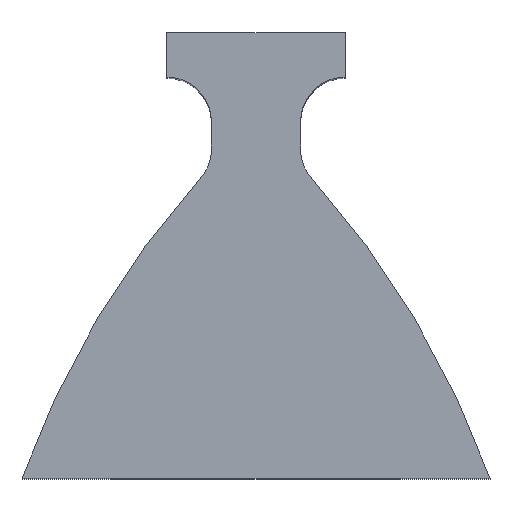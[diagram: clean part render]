
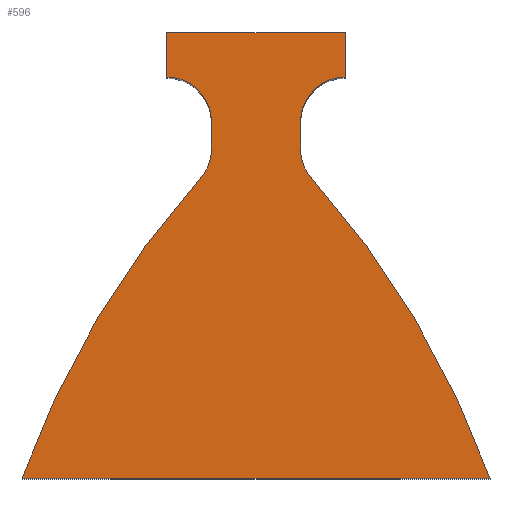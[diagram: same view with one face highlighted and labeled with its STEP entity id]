
A CAD part, top view. The second image highlights one B-rep face of the part: STEP entity #596.
In plain terms, the highlighted planar face has unit normal (0, 0, 1).
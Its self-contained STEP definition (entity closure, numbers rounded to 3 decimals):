
#36=PLANE('',#667);
#67=FACE_OUTER_BOUND('',#99,.T.);
#99=EDGE_LOOP('',(#544,#545,#546,#547,#548,#549,#550,#551,#552,#553,#554,
#555));
#147=LINE('',#963,#211);
#149=LINE('',#967,#213);
#151=LINE('',#971,#215);
#154=LINE('',#979,#218);
#158=LINE('',#991,#222);
#162=LINE('',#1003,#226);
#211=VECTOR('',#783,10.);
#213=VECTOR('',#787,10.);
#215=VECTOR('',#791,10.);
#218=VECTOR('',#800,10.);
#222=VECTOR('',#814,10.);
#226=VECTOR('',#828,10.);
#242=CIRCLE('',#653,5.);
#243=CIRCLE('',#656,5.);
#244=CIRCLE('',#658,102.525);
#245=CIRCLE('',#661,102.525);
#246=CIRCLE('',#663,5.);
#247=CIRCLE('',#666,5.);
#292=VERTEX_POINT('',#960);
#293=VERTEX_POINT('',#962);
#294=VERTEX_POINT('',#966);
#295=VERTEX_POINT('',#970);
#296=VERTEX_POINT('',#974);
#297=VERTEX_POINT('',#978);
#298=VERTEX_POINT('',#982);
#299=VERTEX_POINT('',#986);
#300=VERTEX_POINT('',#990);
#301=VERTEX_POINT('',#994);
#302=VERTEX_POINT('',#998);
#303=VERTEX_POINT('',#1002);
#365=EDGE_CURVE('',#293,#292,#147,.T.);
#367=EDGE_CURVE('',#294,#293,#149,.T.);
#369=EDGE_CURVE('',#295,#294,#151,.T.);
#371=EDGE_CURVE('',#296,#295,#242,.T.);
#373=EDGE_CURVE('',#297,#296,#154,.T.);
#375=EDGE_CURVE('',#298,#297,#243,.T.);
#377=EDGE_CURVE('',#299,#298,#244,.T.);
#379=EDGE_CURVE('',#300,#299,#158,.T.);
#381=EDGE_CURVE('',#301,#300,#245,.T.);
#383=EDGE_CURVE('',#302,#301,#246,.T.);
#385=EDGE_CURVE('',#303,#302,#162,.T.);
#387=EDGE_CURVE('',#292,#303,#247,.T.);
#544=ORIENTED_EDGE('',*,*,#387,.T.);
#545=ORIENTED_EDGE('',*,*,#385,.T.);
#546=ORIENTED_EDGE('',*,*,#383,.T.);
#547=ORIENTED_EDGE('',*,*,#381,.T.);
#548=ORIENTED_EDGE('',*,*,#379,.T.);
#549=ORIENTED_EDGE('',*,*,#377,.T.);
#550=ORIENTED_EDGE('',*,*,#375,.T.);
#551=ORIENTED_EDGE('',*,*,#373,.T.);
#552=ORIENTED_EDGE('',*,*,#371,.T.);
#553=ORIENTED_EDGE('',*,*,#369,.T.);
#554=ORIENTED_EDGE('',*,*,#367,.T.);
#555=ORIENTED_EDGE('',*,*,#365,.T.);
#596=ADVANCED_FACE('',(#67),#36,.T.);
#653=AXIS2_PLACEMENT_3D('',#975,#795,#796);
#656=AXIS2_PLACEMENT_3D('',#983,#804,#805);
#658=AXIS2_PLACEMENT_3D('',#987,#809,#810);
#661=AXIS2_PLACEMENT_3D('',#995,#818,#819);
#663=AXIS2_PLACEMENT_3D('',#999,#823,#824);
#666=AXIS2_PLACEMENT_3D('',#1006,#832,#833);
#667=AXIS2_PLACEMENT_3D('',#1007,#834,#835);
#783=DIRECTION('',(0.,-1.,0.));
#787=DIRECTION('',(-1.,0.,0.));
#791=DIRECTION('',(0.,1.,0.));
#795=DIRECTION('center_axis',(0.,0.,-1.));
#796=DIRECTION('ref_axis',(0.,-1.,0.));
#800=DIRECTION('',(0.,1.,0.));
#804=DIRECTION('center_axis',(0.,0.,-1.));
#805=DIRECTION('ref_axis',(1.,0.,0.));
#809=DIRECTION('center_axis',(0.,0.,1.));
#810=DIRECTION('ref_axis',(0.941,0.338,0.));
#814=DIRECTION('',(1.,0.,0.));
#818=DIRECTION('center_axis',(0.,0.,1.));
#819=DIRECTION('ref_axis',(-0.746,0.666,0.));
#823=DIRECTION('center_axis',(0.,0.,-1.));
#824=DIRECTION('ref_axis',(-0.746,0.666,0.));
#828=DIRECTION('',(0.,-1.,0.));
#832=DIRECTION('center_axis',(0.,0.,-1.));
#833=DIRECTION('ref_axis',(-1.,0.,0.));
#834=DIRECTION('center_axis',(0.,0.,1.));
#835=DIRECTION('ref_axis',(1.,0.,0.));
#960=CARTESIAN_POINT('',(-10.,45.,37.5));
#962=CARTESIAN_POINT('',(-10.,50.,37.5));
#963=CARTESIAN_POINT('',(-10.,50.,37.5));
#966=CARTESIAN_POINT('',(10.,50.,37.5));
#967=CARTESIAN_POINT('',(10.,50.,37.5));
#970=CARTESIAN_POINT('',(10.,45.,37.5));
#971=CARTESIAN_POINT('',(10.,45.,37.5));
#974=CARTESIAN_POINT('',(5.,40.,37.5));
#975=CARTESIAN_POINT('Origin',(10.,40.,37.5));
#978=CARTESIAN_POINT('',(5.,36.932,37.5));
#979=CARTESIAN_POINT('',(5.,36.932,37.5));
#982=CARTESIAN_POINT('',(6.268,33.604,37.5));
#983=CARTESIAN_POINT('Origin',(10.,36.932,37.5));
#986=CARTESIAN_POINT('',(26.249,0.,37.5));
#987=CARTESIAN_POINT('Origin',(-70.248,-34.636,37.5));
#990=CARTESIAN_POINT('',(-26.249,0.,37.5));
#991=CARTESIAN_POINT('',(-26.249,0.,37.5));
#994=CARTESIAN_POINT('',(-6.268,33.604,37.5));
#995=CARTESIAN_POINT('Origin',(70.248,-34.636,37.5));
#998=CARTESIAN_POINT('',(-5.,36.932,37.5));
#999=CARTESIAN_POINT('Origin',(-10.,36.932,37.5));
#1002=CARTESIAN_POINT('',(-5.,40.,37.5));
#1003=CARTESIAN_POINT('',(-5.,40.,37.5));
#1006=CARTESIAN_POINT('Origin',(-10.,40.,37.5));
#1007=CARTESIAN_POINT('Origin',(0.,25.,37.5));
